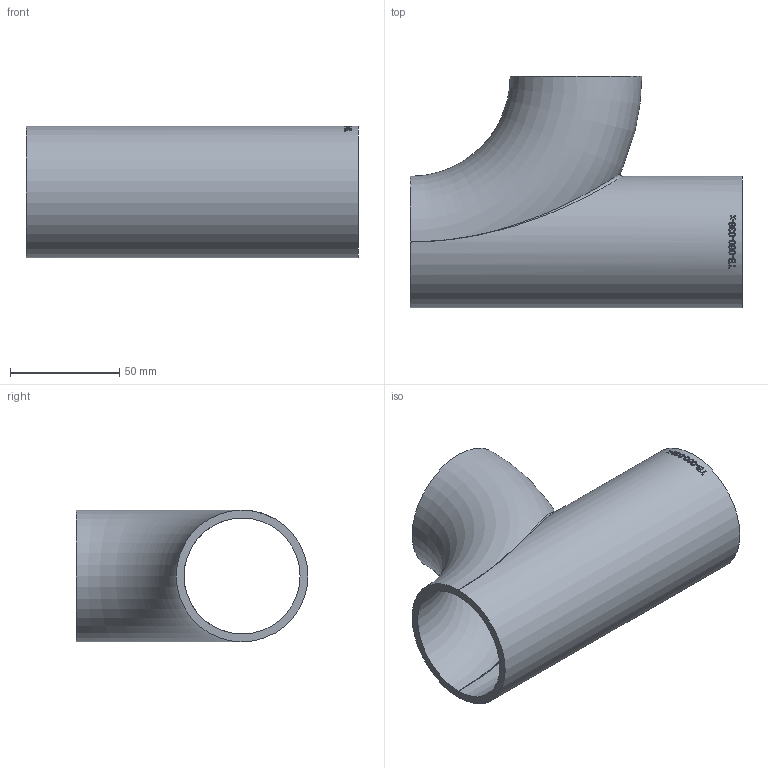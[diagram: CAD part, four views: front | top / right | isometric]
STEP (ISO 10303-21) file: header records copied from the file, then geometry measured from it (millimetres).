
FILE_DESCRIPTION (( 'STEP AP214' ), '1' );
FILE_NAME ('TB-060-036-x T-Bogen 2005.STEP', '2020-05-18T11:21:10', ( '' ), ( '' ), 'SwSTEP 2.0', 'SolidWorks 2019', '' );
FILE_SCHEMA (( 'AUTOMOTIVE_DESIGN' ));
Length unit declared in the file: millimetre
Products named in the file (1): TB-060-036-x T-Bogen 2005
Bounding box: 152 x 106.15 x 60.3 mm (x, y, z)
Volume: 124090.5 mm3; surface area: 70909.9 mm2
Topology: 1 solids, 1 shells, 161 faces, 424 edges, 278 vertices
Faces by surface type: bspline 102, plane 36, cylinder 21, torus 2
Full cylindrical faces by diameter (mm): 53.1 x1, 60.3 x1
Entity records: 21848 total; most frequent: CARTESIAN_POINT 17164, ORIENTED_EDGE 822, EDGE_CURVE 411, B_SPLINE_CURVE_WITH_KNOTS 311, VERTEX_POINT 274, DIRECTION 268, EDGE_LOOP 187, FACE_OUTER_BOUND 165
